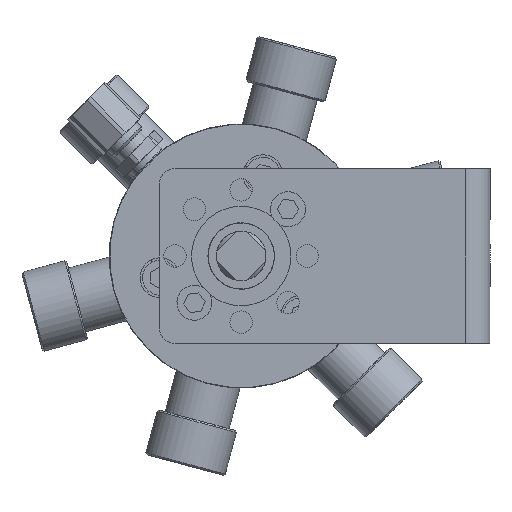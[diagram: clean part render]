
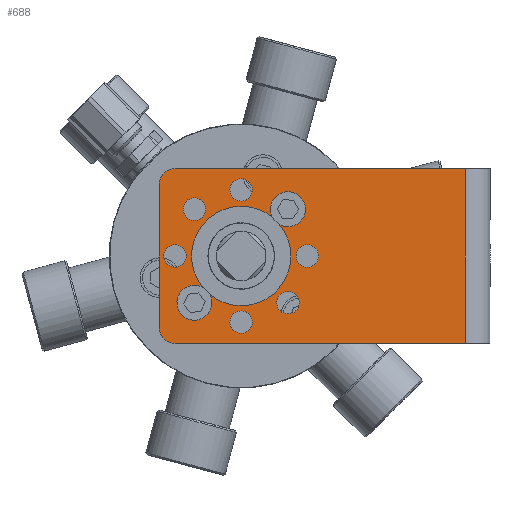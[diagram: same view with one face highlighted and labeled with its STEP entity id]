
A CAD part, left-side view. The second image highlights one B-rep face of the part: STEP entity #688.
In plain terms, the highlighted planar face has unit normal (-1, 0, 0).
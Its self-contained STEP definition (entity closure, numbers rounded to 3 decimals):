
#143=CARTESIAN_POINT('',(26.746,-54.205,-156.007));
#144=VERTEX_POINT('',#143);
#145=CARTESIAN_POINT('',(26.746,-52.045,-156.007));
#146=DIRECTION('',(1.0,0.0,0.0));
#147=DIRECTION('',(0.0,-1.0,0.0));
#148=AXIS2_PLACEMENT_3D('',#145,#146,#147);
#149=CIRCLE('',#148,2.16);
#150=EDGE_CURVE('',#144,#144,#149,.T.);
#171=CARTESIAN_POINT('',(26.746,-64.745,-145.467));
#172=VERTEX_POINT('',#171);
#173=CARTESIAN_POINT('',(26.746,-64.745,-143.307));
#174=DIRECTION('',(1.0,0.0,0.0));
#175=DIRECTION('',(0.0,0.0,-1.0));
#176=AXIS2_PLACEMENT_3D('',#173,#174,#175);
#177=CIRCLE('',#176,2.16);
#178=EDGE_CURVE('',#172,#172,#177,.T.);
#199=CARTESIAN_POINT('',(26.746,-72.198,-163.46));
#200=VERTEX_POINT('',#199);
#201=CARTESIAN_POINT('',(26.746,-73.725,-164.987));
#202=DIRECTION('',(1.0,0.,0.));
#203=DIRECTION('',(0.,0.707,0.707));
#204=AXIS2_PLACEMENT_3D('',#201,#202,#203);
#205=CIRCLE('',#204,2.16);
#206=EDGE_CURVE('',#200,#200,#205,.T.);
#227=CARTESIAN_POINT('',(26.746,-64.745,-146.469));
#228=VERTEX_POINT('',#227);
#229=CARTESIAN_POINT('',(26.746,-64.745,-156.007));
#230=DIRECTION('',(1.0,0.0,0.0));
#231=DIRECTION('',(0.0,0.0,1.0));
#232=AXIS2_PLACEMENT_3D('',#229,#230,#231);
#233=CIRCLE('',#232,9.538);
#234=EDGE_CURVE('',#228,#228,#233,.T.);
#255=CARTESIAN_POINT('',(26.746,-48.997,-142.293));
#256=VERTEX_POINT('',#255);
#257=CARTESIAN_POINT('',(26.746,-52.047,-139.243));
#258=VERTEX_POINT('',#257);
#259=CARTESIAN_POINT('',(26.746,-52.047,-142.293));
#260=DIRECTION('',(1.0,0.,0.));
#261=DIRECTION('',(0.,0.707,0.707));
#262=AXIS2_PLACEMENT_3D('',#259,#260,#261);
#263=CIRCLE('',#262,3.05);
#264=EDGE_CURVE('',#256,#258,#263,.T.);
#574=CARTESIAN_POINT('',(26.746,-48.997,-139.243));
#575=DIRECTION('',(-1.0,0.0,0.0));
#576=DIRECTION('',(0.0,0.0,1.0));
#577=AXIS2_PLACEMENT_3D('',#574,#575,#576);
#578=PLANE('',#577);
#579=CARTESIAN_POINT('',(26.746,-107.717,-139.243));
#580=VERTEX_POINT('',#579);
#581=CARTESIAN_POINT('',(26.746,-107.717,-172.771));
#582=VERTEX_POINT('',#581);
#583=CARTESIAN_POINT('',(26.746,-107.717,-139.243));
#584=DIRECTION('',(0.0,0.0,-1.0));
#585=VECTOR('',#584,33.528);
#586=LINE('',#583,#585);
#587=EDGE_CURVE('',#580,#582,#586,.T.);
#588=ORIENTED_EDGE('',*,*,#587,.F.);
#589=CARTESIAN_POINT('',(26.746,-52.047,-139.243));
#590=DIRECTION('',(0.0,-1.0,0.0));
#591=VECTOR('',#590,55.67);
#592=LINE('',#589,#591);
#593=EDGE_CURVE('',#258,#580,#592,.T.);
#594=ORIENTED_EDGE('',*,*,#593,.F.);
#595=ORIENTED_EDGE('',*,*,#264,.F.);
#596=CARTESIAN_POINT('',(26.746,-48.997,-169.721));
#597=VERTEX_POINT('',#596);
#598=CARTESIAN_POINT('',(26.746,-48.997,-142.293));
#599=DIRECTION('',(0.0,0.0,-1.0));
#600=VECTOR('',#599,27.428);
#601=LINE('',#598,#600);
#602=EDGE_CURVE('',#256,#597,#601,.T.);
#603=ORIENTED_EDGE('',*,*,#602,.T.);
#604=CARTESIAN_POINT('',(26.746,-52.047,-172.771));
#605=VERTEX_POINT('',#604);
#606=CARTESIAN_POINT('',(26.746,-52.047,-169.721));
#607=DIRECTION('',(1.0,0.,0.));
#608=DIRECTION('',(0.,0.707,-0.707));
#609=AXIS2_PLACEMENT_3D('',#606,#607,#608);
#610=CIRCLE('',#609,3.05);
#611=EDGE_CURVE('',#605,#597,#610,.T.);
#612=ORIENTED_EDGE('',*,*,#611,.F.);
#613=CARTESIAN_POINT('',(26.746,-52.047,-172.771));
#614=DIRECTION('',(0.0,-1.0,0.0));
#615=VECTOR('',#614,55.67);
#616=LINE('',#613,#615);
#617=EDGE_CURVE('',#605,#582,#616,.T.);
#618=ORIENTED_EDGE('',*,*,#617,.T.);
#619=EDGE_LOOP('',(#588,#594,#595,#603,#612,#618));
#620=FACE_OUTER_BOUND('',#619,.T.);
#621=CARTESIAN_POINT('',(26.746,-57.292,-163.46));
#622=VERTEX_POINT('',#621);
#623=CARTESIAN_POINT('',(26.746,-55.765,-164.987));
#624=DIRECTION('',(1.0,0.,0.));
#625=DIRECTION('',(0.,-0.707,0.707));
#626=AXIS2_PLACEMENT_3D('',#623,#624,#625);
#627=CIRCLE('',#626,2.16);
#628=EDGE_CURVE('',#622,#622,#627,.T.);
#629=ORIENTED_EDGE('',*,*,#628,.T.);
#630=EDGE_LOOP('',(#629));
#631=FACE_BOUND('',#630,.T.);
#632=ORIENTED_EDGE('',*,*,#150,.T.);
#633=EDGE_LOOP('',(#632));
#634=FACE_BOUND('',#633,.T.);
#635=CARTESIAN_POINT('',(26.746,-57.292,-148.554));
#636=VERTEX_POINT('',#635);
#637=CARTESIAN_POINT('',(26.746,-55.765,-147.027));
#638=DIRECTION('',(1.0,0.,0.));
#639=DIRECTION('',(0.,-0.707,-0.707));
#640=AXIS2_PLACEMENT_3D('',#637,#638,#639);
#641=CIRCLE('',#640,2.16);
#642=EDGE_CURVE('',#636,#636,#641,.T.);
#643=ORIENTED_EDGE('',*,*,#642,.T.);
#644=EDGE_LOOP('',(#643));
#645=FACE_BOUND('',#644,.T.);
#646=ORIENTED_EDGE('',*,*,#178,.T.);
#647=EDGE_LOOP('',(#646));
#648=FACE_BOUND('',#647,.T.);
#649=CARTESIAN_POINT('',(26.746,-72.198,-148.554));
#650=VERTEX_POINT('',#649);
#651=CARTESIAN_POINT('',(26.746,-73.725,-147.027));
#652=DIRECTION('',(1.0,0.,0.));
#653=DIRECTION('',(0.,0.707,-0.707));
#654=AXIS2_PLACEMENT_3D('',#651,#652,#653);
#655=CIRCLE('',#654,2.16);
#656=EDGE_CURVE('',#650,#650,#655,.T.);
#657=ORIENTED_EDGE('',*,*,#656,.T.);
#658=EDGE_LOOP('',(#657));
#659=FACE_BOUND('',#658,.T.);
#660=CARTESIAN_POINT('',(26.746,-75.285,-156.007));
#661=VERTEX_POINT('',#660);
#662=CARTESIAN_POINT('',(26.746,-77.445,-156.007));
#663=DIRECTION('',(1.0,0.0,0.0));
#664=DIRECTION('',(0.0,1.0,0.0));
#665=AXIS2_PLACEMENT_3D('',#662,#663,#664);
#666=CIRCLE('',#665,2.16);
#667=EDGE_CURVE('',#661,#661,#666,.T.);
#668=ORIENTED_EDGE('',*,*,#667,.T.);
#669=EDGE_LOOP('',(#668));
#670=FACE_BOUND('',#669,.T.);
#671=ORIENTED_EDGE('',*,*,#206,.T.);
#672=EDGE_LOOP('',(#671));
#673=FACE_BOUND('',#672,.T.);
#674=CARTESIAN_POINT('',(26.746,-64.745,-166.547));
#675=VERTEX_POINT('',#674);
#676=CARTESIAN_POINT('',(26.746,-64.745,-168.707));
#677=DIRECTION('',(1.0,0.0,0.0));
#678=DIRECTION('',(0.0,0.0,1.0));
#679=AXIS2_PLACEMENT_3D('',#676,#677,#678);
#680=CIRCLE('',#679,2.16);
#681=EDGE_CURVE('',#675,#675,#680,.T.);
#682=ORIENTED_EDGE('',*,*,#681,.T.);
#683=EDGE_LOOP('',(#682));
#684=FACE_BOUND('',#683,.T.);
#685=ORIENTED_EDGE('',*,*,#234,.T.);
#686=EDGE_LOOP('',(#685));
#687=FACE_BOUND('',#686,.T.);
#688=ADVANCED_FACE('',(#620,#631,#634,#645,#648,#659,#670,#673,#684,#687),#578,.T.);
